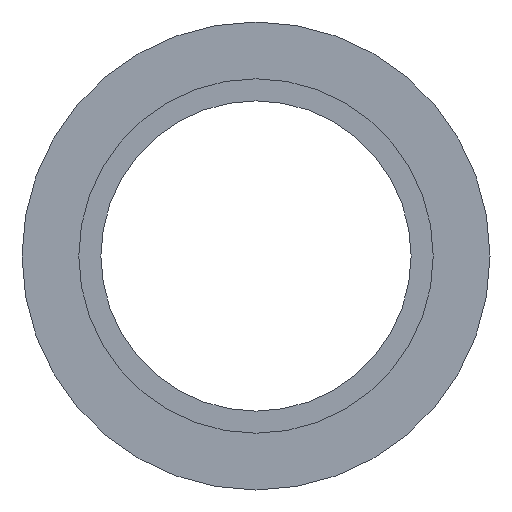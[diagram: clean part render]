
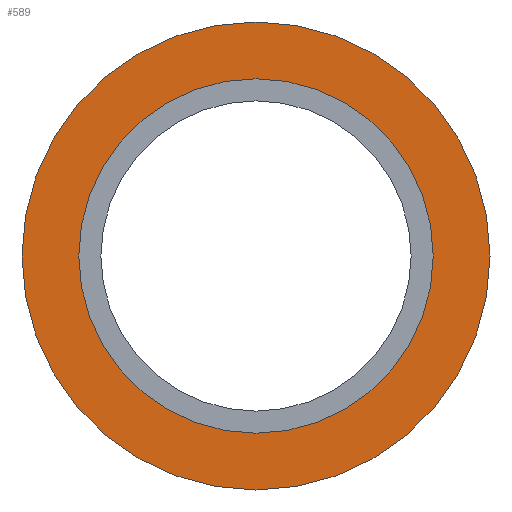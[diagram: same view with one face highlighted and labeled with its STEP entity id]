
A CAD part, left-side view. The second image highlights one B-rep face of the part: STEP entity #589.
In plain terms, the highlighted planar face has unit normal (-1, 0, 0).
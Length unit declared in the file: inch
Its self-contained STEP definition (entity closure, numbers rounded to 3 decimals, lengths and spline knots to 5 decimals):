
#25 = DIRECTION ( 'NONE',  ( 0., 0., -1. ) ) ;
#69 = AXIS2_PLACEMENT_3D ( 'NONE', #429, #643, #25 ) ;
#114 = CARTESIAN_POINT ( 'NONE',  ( 0., 0., 0. ) ) ;
#134 = AXIS2_PLACEMENT_3D ( 'NONE', #114, #318, #652 ) ;
#138 = CARTESIAN_POINT ( 'NONE',  ( 0., 0., 2.165 ) ) ;
#156 = CIRCLE ( 'NONE', #603, 2.165 ) ;
#187 = CARTESIAN_POINT ( 'NONE',  ( 0., 0., 0. ) ) ;
#189 = VERTEX_POINT ( 'NONE', #138 ) ;
#234 = CIRCLE ( 'NONE', #331, 2.165 ) ;
#302 = CARTESIAN_POINT ( 'NONE',  ( 0., 0., -2.165 ) ) ;
#303 = EDGE_CURVE ( 'NONE', #413, #189, #156, .T. ) ;
#311 = EDGE_CURVE ( 'NONE', #189, #413, #234, .T. ) ;
#318 = DIRECTION ( 'NONE',  ( -1., 0., 0. ) ) ;
#321 = CARTESIAN_POINT ( 'NONE',  ( 0., 0., 1.64 ) ) ;
#331 = AXIS2_PLACEMENT_3D ( 'NONE', #691, #532, #631 ) ;
#337 = FACE_BOUND ( 'NONE', #520, .T. ) ;
#359 = DIRECTION ( 'NONE',  ( -1., 0., 0. ) ) ;
#365 = EDGE_CURVE ( 'NONE', #655, #468, #659, .T. ) ;
#374 = PLANE ( 'NONE',  #69 ) ;
#376 = AXIS2_PLACEMENT_3D ( 'NONE', #574, #359, #425 ) ;
#384 = ORIENTED_EDGE ( 'NONE', *, *, #473, .F. ) ;
#413 = VERTEX_POINT ( 'NONE', #302 ) ;
#418 = ORIENTED_EDGE ( 'NONE', *, *, #311, .T. ) ;
#425 = DIRECTION ( 'NONE',  ( 0., 0., 1. ) ) ;
#429 = CARTESIAN_POINT ( 'NONE',  ( 0., 1.64, 0. ) ) ;
#436 = ORIENTED_EDGE ( 'NONE', *, *, #303, .T. ) ;
#437 = FACE_OUTER_BOUND ( 'NONE', #648, .T. ) ;
#468 = VERTEX_POINT ( 'NONE', #321 ) ;
#473 = EDGE_CURVE ( 'NONE', #468, #655, #498, .T. ) ;
#498 = CIRCLE ( 'NONE', #134, 1.64 ) ;
#502 = ORIENTED_EDGE ( 'NONE', *, *, #365, .F. ) ;
#520 = EDGE_LOOP ( 'NONE', ( #384, #502 ) ) ;
#526 = DIRECTION ( 'NONE',  ( 0., 0., 1. ) ) ;
#529 = DIRECTION ( 'NONE',  ( -1., 0., 0. ) ) ;
#532 = DIRECTION ( 'NONE',  ( -1., 0., 0. ) ) ;
#574 = CARTESIAN_POINT ( 'NONE',  ( 0., 0., 0. ) ) ;
#589 = ADVANCED_FACE ( 'NONE', ( #337, #437 ), #374, .F. ) ;
#603 = AXIS2_PLACEMENT_3D ( 'NONE', #187, #529, #526 ) ;
#623 = CARTESIAN_POINT ( 'NONE',  ( 0., 0., -1.64 ) ) ;
#631 = DIRECTION ( 'NONE',  ( 0., 0., 1. ) ) ;
#643 = DIRECTION ( 'NONE',  ( 1., 0., 0. ) ) ;
#648 = EDGE_LOOP ( 'NONE', ( #418, #436 ) ) ;
#652 = DIRECTION ( 'NONE',  ( 0., 0., 1. ) ) ;
#655 = VERTEX_POINT ( 'NONE', #623 ) ;
#659 = CIRCLE ( 'NONE', #376, 1.64 ) ;
#691 = CARTESIAN_POINT ( 'NONE',  ( 0., 0., 0. ) ) ;
